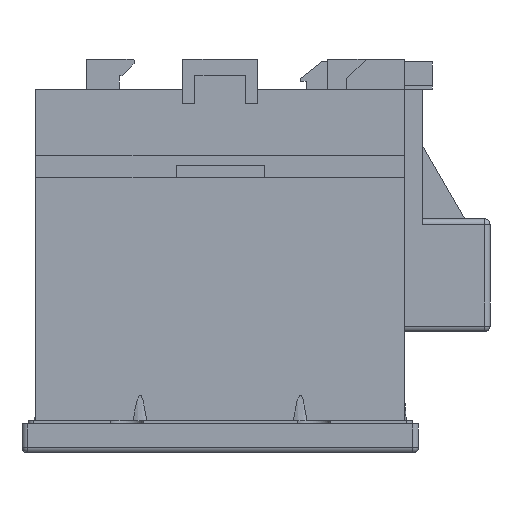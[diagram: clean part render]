
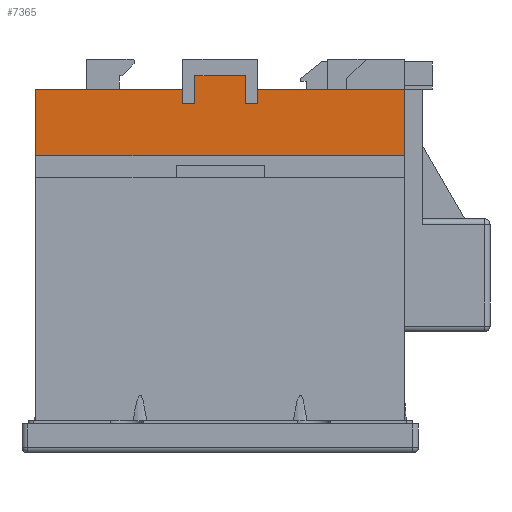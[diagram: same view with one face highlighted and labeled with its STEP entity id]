
A CAD part, left-side view. The second image highlights one B-rep face of the part: STEP entity #7365.
In plain terms, the highlighted planar face has unit normal (-1, 0, 0).
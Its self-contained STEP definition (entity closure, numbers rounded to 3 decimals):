
#157 = VECTOR ( 'NONE', #3899, 1000. ) ;
#602 = VECTOR ( 'NONE', #11010, 1000. ) ;
#635 = EDGE_CURVE ( 'NONE', #12631, #4642, #2536, .T. ) ;
#700 = CARTESIAN_POINT ( 'NONE',  ( -33.5, -33.5, 60.75 ) ) ;
#894 = ORIENTED_EDGE ( 'NONE', *, *, #10045, .F. ) ;
#1208 = EDGE_CURVE ( 'NONE', #15095, #11760, #6268, .T. ) ;
#1209 = CARTESIAN_POINT ( 'NONE',  ( -33.5, 6.8, 58.15 ) ) ;
#1493 = ORIENTED_EDGE ( 'NONE', *, *, #12722, .F. ) ;
#1930 = DIRECTION ( 'NONE',  ( 0., 0., -1. ) ) ;
#1973 = DIRECTION ( 'NONE',  ( 0., 0., 1. ) ) ;
#1997 = ORIENTED_EDGE ( 'NONE', *, *, #16334, .F. ) ;
#2182 = CARTESIAN_POINT ( 'NONE',  ( -33.5, 4.6, 63.25 ) ) ;
#2198 = LINE ( 'NONE', #11668, #12232 ) ;
#2536 = LINE ( 'NONE', #8413, #11771 ) ;
#2648 = CARTESIAN_POINT ( 'NONE',  ( -33.5, -33.5, 48.75 ) ) ;
#2769 = CARTESIAN_POINT ( 'NONE',  ( -33.5, -4.6, 63.25 ) ) ;
#2975 = CARTESIAN_POINT ( 'NONE',  ( -33.5, 101.566, 60.75 ) ) ;
#3204 = FACE_OUTER_BOUND ( 'NONE', #14718, .T. ) ;
#3433 = DIRECTION ( 'NONE',  ( 0., 0., -1. ) ) ;
#3776 = EDGE_CURVE ( 'NONE', #14907, #15431, #11340, .T. ) ;
#3899 = DIRECTION ( 'NONE',  ( 0., 0., -1. ) ) ;
#4186 = DIRECTION ( 'NONE',  ( 0., 1., 0. ) ) ;
#4297 = DIRECTION ( 'NONE',  ( 0., -1., 0. ) ) ;
#4550 = DIRECTION ( 'NONE',  ( 0., 0., -1. ) ) ;
#4597 = VECTOR ( 'NONE', #3433, 1000. ) ;
#4642 = VERTEX_POINT ( 'NONE', #7862 ) ;
#4930 = EDGE_CURVE ( 'NONE', #7988, #11701, #2198, .T. ) ;
#5235 = CARTESIAN_POINT ( 'NONE',  ( -33.5, -4.6, 63.25 ) ) ;
#5676 = DIRECTION ( 'NONE',  ( 0., 1., 0. ) ) ;
#5962 = VECTOR ( 'NONE', #13232, 1000. ) ;
#6078 = EDGE_CURVE ( 'NONE', #9743, #13447, #8869, .T. ) ;
#6097 = CARTESIAN_POINT ( 'NONE',  ( -33.5, 4.6, 58.15 ) ) ;
#6203 = AXIS2_PLACEMENT_3D ( 'NONE', #11488, #11128, #1930 ) ;
#6268 = LINE ( 'NONE', #13971, #12577 ) ;
#6275 = LINE ( 'NONE', #5235, #12584 ) ;
#6294 = VECTOR ( 'NONE', #14153, 1000. ) ;
#6756 = ORIENTED_EDGE ( 'NONE', *, *, #6931, .F. ) ;
#6837 = LINE ( 'NONE', #2648, #157 ) ;
#6867 = ORIENTED_EDGE ( 'NONE', *, *, #1208, .T. ) ;
#6931 = EDGE_CURVE ( 'NONE', #12631, #11760, #6275, .T. ) ;
#7317 = ORIENTED_EDGE ( 'NONE', *, *, #4930, .T. ) ;
#7365 = ADVANCED_FACE ( 'NONE', ( #3204 ), #15973, .F. ) ;
#7802 = CARTESIAN_POINT ( 'NONE',  ( -33.5, -6.8, 58.15 ) ) ;
#7862 = CARTESIAN_POINT ( 'NONE',  ( -33.5, 4.6, 63.25 ) ) ;
#7988 = VERTEX_POINT ( 'NONE', #10313 ) ;
#8130 = CARTESIAN_POINT ( 'NONE',  ( -33.5, -33.5, 48.75 ) ) ;
#8139 = CARTESIAN_POINT ( 'NONE',  ( -33.5, 101.566, 58.15 ) ) ;
#8245 = CARTESIAN_POINT ( 'NONE',  ( -33.5, -4.6, 58.15 ) ) ;
#8413 = CARTESIAN_POINT ( 'NONE',  ( -33.5, -4.6, 63.25 ) ) ;
#8685 = CARTESIAN_POINT ( 'NONE',  ( -33.5, 6.8, 60.75 ) ) ;
#8701 = EDGE_CURVE ( 'NONE', #14941, #15431, #10263, .T. ) ;
#8869 = LINE ( 'NONE', #2975, #6294 ) ;
#8997 = CARTESIAN_POINT ( 'NONE',  ( -33.5, 33.5, 48.75 ) ) ;
#9552 = ORIENTED_EDGE ( 'NONE', *, *, #6078, .F. ) ;
#9557 = DIRECTION ( 'NONE',  ( 0., 1., 0. ) ) ;
#9740 = CARTESIAN_POINT ( 'NONE',  ( -33.5, 6.8, 48.75 ) ) ;
#9743 = VERTEX_POINT ( 'NONE', #10861 ) ;
#9795 = ORIENTED_EDGE ( 'NONE', *, *, #12350, .T. ) ;
#10045 = EDGE_CURVE ( 'NONE', #13447, #11701, #6837, .T. ) ;
#10263 = LINE ( 'NONE', #9740, #602 ) ;
#10313 = CARTESIAN_POINT ( 'NONE',  ( -33.5, 33.5, 48.75 ) ) ;
#10596 = CARTESIAN_POINT ( 'NONE',  ( -33.5, 101.566, 60.75 ) ) ;
#10782 = DIRECTION ( 'NONE',  ( 0., -1., 0. ) ) ;
#10861 = CARTESIAN_POINT ( 'NONE',  ( -33.5, -6.8, 60.75 ) ) ;
#10981 = ORIENTED_EDGE ( 'NONE', *, *, #3776, .T. ) ;
#11010 = DIRECTION ( 'NONE',  ( 0., 0., -1. ) ) ;
#11128 = DIRECTION ( 'NONE',  ( 1., 0., 0. ) ) ;
#11340 = LINE ( 'NONE', #8139, #14277 ) ;
#11488 = CARTESIAN_POINT ( 'NONE',  ( -33.5, 101.566, 48.75 ) ) ;
#11668 = CARTESIAN_POINT ( 'NONE',  ( -33.5, 101.566, 48.75 ) ) ;
#11701 = VERTEX_POINT ( 'NONE', #8130 ) ;
#11760 = VERTEX_POINT ( 'NONE', #8245 ) ;
#11771 = VECTOR ( 'NONE', #9557, 1000. ) ;
#12232 = VECTOR ( 'NONE', #10782, 1000. ) ;
#12350 = EDGE_CURVE ( 'NONE', #4642, #14907, #14652, .T. ) ;
#12577 = VECTOR ( 'NONE', #4186, 1000. ) ;
#12584 = VECTOR ( 'NONE', #4550, 1000. ) ;
#12631 = VERTEX_POINT ( 'NONE', #2769 ) ;
#12660 = ORIENTED_EDGE ( 'NONE', *, *, #15815, .T. ) ;
#12668 = LINE ( 'NONE', #14508, #5962 ) ;
#12722 = EDGE_CURVE ( 'NONE', #15328, #14941, #13256, .T. ) ;
#12832 = ORIENTED_EDGE ( 'NONE', *, *, #635, .T. ) ;
#13232 = DIRECTION ( 'NONE',  ( 0., 0., -1. ) ) ;
#13256 = LINE ( 'NONE', #10596, #15044 ) ;
#13447 = VERTEX_POINT ( 'NONE', #700 ) ;
#13971 = CARTESIAN_POINT ( 'NONE',  ( -33.5, 101.566, 58.15 ) ) ;
#14153 = DIRECTION ( 'NONE',  ( 0., -1., 0. ) ) ;
#14277 = VECTOR ( 'NONE', #5676, 1000. ) ;
#14385 = ORIENTED_EDGE ( 'NONE', *, *, #8701, .F. ) ;
#14508 = CARTESIAN_POINT ( 'NONE',  ( -33.5, -6.8, 48.75 ) ) ;
#14652 = LINE ( 'NONE', #2182, #4597 ) ;
#14718 = EDGE_LOOP ( 'NONE', ( #14385, #1493, #1997, #7317, #894, #9552, #12660, #6867, #6756, #12832, #9795, #10981 ) ) ;
#14820 = LINE ( 'NONE', #8997, #15225 ) ;
#14907 = VERTEX_POINT ( 'NONE', #6097 ) ;
#14941 = VERTEX_POINT ( 'NONE', #8685 ) ;
#15044 = VECTOR ( 'NONE', #4297, 1000. ) ;
#15095 = VERTEX_POINT ( 'NONE', #7802 ) ;
#15225 = VECTOR ( 'NONE', #1973, 1000. ) ;
#15328 = VERTEX_POINT ( 'NONE', #16128 ) ;
#15431 = VERTEX_POINT ( 'NONE', #1209 ) ;
#15815 = EDGE_CURVE ( 'NONE', #9743, #15095, #12668, .T. ) ;
#15973 = PLANE ( 'NONE',  #6203 ) ;
#16128 = CARTESIAN_POINT ( 'NONE',  ( -33.5, 33.5, 60.75 ) ) ;
#16334 = EDGE_CURVE ( 'NONE', #7988, #15328, #14820, .T. ) ;
